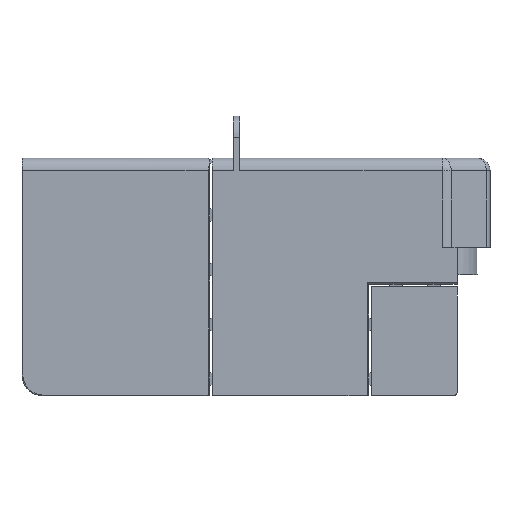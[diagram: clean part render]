
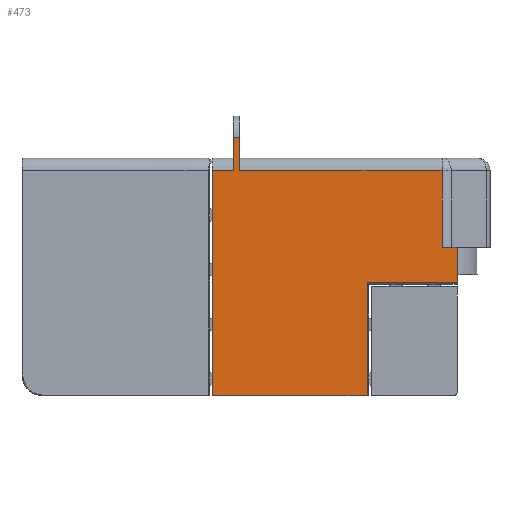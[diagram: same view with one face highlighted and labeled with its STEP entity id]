
A CAD part, left-side view. The second image highlights one B-rep face of the part: STEP entity #473.
In plain terms, the highlighted planar face has unit normal (-1, 0, 0).
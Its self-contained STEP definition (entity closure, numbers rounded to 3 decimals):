
#473=ADVANCED_FACE('',(#952),#721,.T.);
#721=PLANE('',#5928);
#952=FACE_OUTER_BOUND('',#1240,.T.);
#1240=EDGE_LOOP('',(#3667,#3668,#3669,#3670,#3671,#3672,#3673,#3674,#3675,
#3676,#3677,#3678));
#1502=LINE('',#8349,#2141);
#1511=LINE('',#8379,#2150);
#1597=LINE('',#8546,#2236);
#1606=LINE('',#8565,#2245);
#1744=LINE('',#9047,#2383);
#1765=LINE('',#9084,#2404);
#1823=LINE('',#9226,#2462);
#1824=LINE('',#9227,#2463);
#1825=LINE('',#9228,#2464);
#1826=LINE('',#9230,#2465);
#1827=LINE('',#9232,#2466);
#1828=LINE('',#9233,#2467);
#2141=VECTOR('',#6421,1.);
#2150=VECTOR('',#6448,1.);
#2236=VECTOR('',#6584,1.);
#2245=VECTOR('',#6597,1.);
#2383=VECTOR('',#6929,1.);
#2404=VECTOR('',#6964,1.);
#2462=VECTOR('',#7092,1.);
#2463=VECTOR('',#7093,1.);
#2464=VECTOR('',#7094,1.);
#2465=VECTOR('',#7095,1.);
#2466=VECTOR('',#7096,1.);
#2467=VECTOR('',#7097,1.);
#3667=ORIENTED_EDGE('',*,*,#5005,.F.);
#3668=ORIENTED_EDGE('',*,*,#5376,.T.);
#3669=ORIENTED_EDGE('',*,*,#5301,.T.);
#3670=ORIENTED_EDGE('',*,*,#5377,.F.);
#3671=ORIENTED_EDGE('',*,*,#5093,.F.);
#3672=ORIENTED_EDGE('',*,*,#5102,.T.);
#3673=ORIENTED_EDGE('',*,*,#5378,.T.);
#3674=ORIENTED_EDGE('',*,*,#5379,.T.);
#3675=ORIENTED_EDGE('',*,*,#5380,.F.);
#3676=ORIENTED_EDGE('',*,*,#5277,.T.);
#3677=ORIENTED_EDGE('',*,*,#5381,.F.);
#3678=ORIENTED_EDGE('',*,*,#4990,.T.);
#4404=VERTEX_POINT('',#8344);
#4406=VERTEX_POINT('',#8348);
#4418=VERTEX_POINT('',#8378);
#4468=VERTEX_POINT('',#8533);
#4474=VERTEX_POINT('',#8545);
#4482=VERTEX_POINT('',#8564);
#4582=VERTEX_POINT('',#9042);
#4584=VERTEX_POINT('',#9046);
#4593=VERTEX_POINT('',#9083);
#4594=VERTEX_POINT('',#9085);
#4643=VERTEX_POINT('',#9229);
#4644=VERTEX_POINT('',#9231);
#4990=EDGE_CURVE('',#4404,#4406,#1502,.T.);
#5005=EDGE_CURVE('',#4418,#4406,#1511,.T.);
#5093=EDGE_CURVE('',#4474,#4468,#1597,.T.);
#5102=EDGE_CURVE('',#4474,#4482,#1606,.T.);
#5277=EDGE_CURVE('',#4582,#4584,#1744,.T.);
#5301=EDGE_CURVE('',#4594,#4593,#1765,.T.);
#5376=EDGE_CURVE('',#4418,#4594,#1823,.T.);
#5377=EDGE_CURVE('',#4468,#4593,#1824,.T.);
#5378=EDGE_CURVE('',#4482,#4643,#1825,.T.);
#5379=EDGE_CURVE('',#4643,#4644,#1826,.T.);
#5380=EDGE_CURVE('',#4582,#4644,#1827,.T.);
#5381=EDGE_CURVE('',#4404,#4584,#1828,.T.);
#5928=AXIS2_PLACEMENT_3D('',#9234,#7098,#7099);
#6421=DIRECTION('',(0.,1.,0.));
#6448=DIRECTION('',(0.,0.,1.));
#6584=DIRECTION('',(0.,0.,-1.));
#6597=DIRECTION('',(0.,-1.,0.));
#6929=DIRECTION('',(0.,1.,0.));
#6964=DIRECTION('',(0.,0.,-1.));
#7092=DIRECTION('',(0.,1.,0.));
#7093=DIRECTION('',(0.,1.,0.));
#7094=DIRECTION('',(0.,0.,1.));
#7095=DIRECTION('',(0.,1.,0.));
#7096=DIRECTION('',(0.,0.,-1.));
#7097=DIRECTION('',(0.,0.,-1.));
#7098=DIRECTION('',(-1.,0.,0.));
#7099=DIRECTION('',(0.,-1.,0.));
#8344=CARTESIAN_POINT('',(-19.1,45.,5.));
#8348=CARTESIAN_POINT('',(-19.1,46.5,5.));
#8349=CARTESIAN_POINT('',(-19.1,44.5,5.));
#8378=CARTESIAN_POINT('',(-19.1,46.5,-3.));
#8379=CARTESIAN_POINT('',(-19.1,46.5,10.));
#8533=CARTESIAN_POINT('',(-19.1,14.7,-56.5));
#8545=CARTESIAN_POINT('',(-19.1,14.7,-29.6));
#8546=CARTESIAN_POINT('',(-19.1,14.7,-30.));
#8564=CARTESIAN_POINT('',(-19.1,-6.7,-29.6));
#8565=CARTESIAN_POINT('',(-19.1,14.3,-29.6));
#9042=CARTESIAN_POINT('',(-19.1,-3.157,-3.));
#9046=CARTESIAN_POINT('',(-19.1,45.,-3.));
#9047=CARTESIAN_POINT('',(-19.1,44.5,-3.));
#9083=CARTESIAN_POINT('',(-19.1,51.5,-56.5));
#9084=CARTESIAN_POINT('',(-19.1,51.5,10.));
#9085=CARTESIAN_POINT('',(-19.1,51.5,-3.));
#9226=CARTESIAN_POINT('',(-19.1,44.5,-3.));
#9227=CARTESIAN_POINT('',(-19.1,-5.,-56.5));
#9228=CARTESIAN_POINT('',(-19.1,-6.7,-34.85));
#9229=CARTESIAN_POINT('',(-19.1,-6.7,-21.2));
#9230=CARTESIAN_POINT('',(-19.1,4.5,-21.2));
#9231=CARTESIAN_POINT('',(-19.1,-3.157,-21.2));
#9232=CARTESIAN_POINT('',(-19.1,-3.157,5.));
#9233=CARTESIAN_POINT('',(-19.1,45.,10.));
#9234=CARTESIAN_POINT('',(-19.1,44.5,10.));
